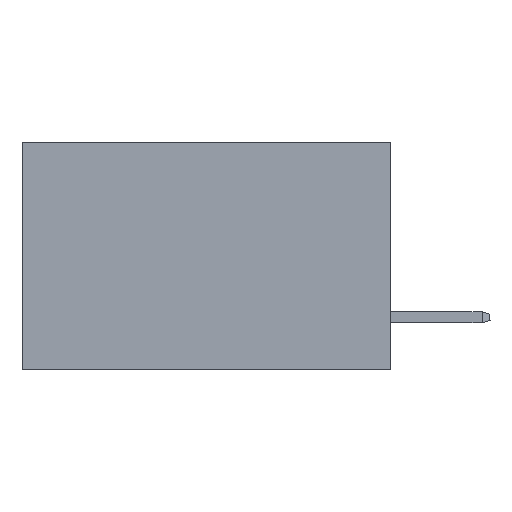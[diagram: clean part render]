
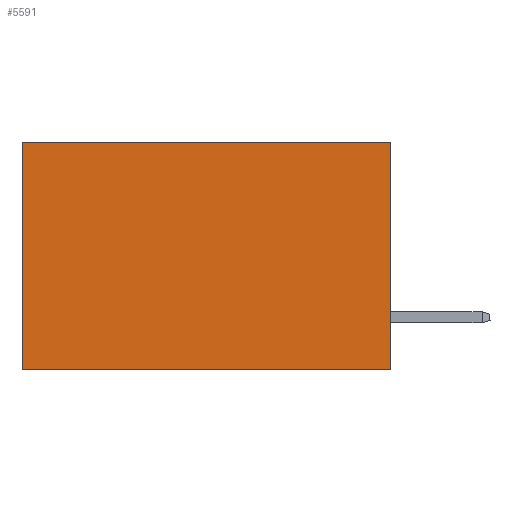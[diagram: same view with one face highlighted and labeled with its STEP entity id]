
A CAD part, left-side view. The second image highlights one B-rep face of the part: STEP entity #5591.
In plain terms, the highlighted planar face has unit normal (-1, 0, 0).
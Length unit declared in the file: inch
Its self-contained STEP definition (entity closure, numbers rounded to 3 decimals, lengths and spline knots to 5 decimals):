
#31 = VECTOR ( 'NONE', #6778, 39.37008 ) ;
#85 = FACE_OUTER_BOUND ( 'NONE', #32649, .T. ) ;
#1141 = ORIENTED_EDGE ( 'NONE', *, *, #26929, .T. ) ;
#1858 = DIRECTION ( 'NONE',  ( 0., 0., -1. ) ) ;
#3218 = LINE ( 'NONE', #38010, #36368 ) ;
#3386 = EDGE_CURVE ( 'NONE', #13175, #43986, #3218, .T. ) ;
#5591 = ADVANCED_FACE ( 'NONE', ( #85 ), #13229, .F. ) ;
#6778 = DIRECTION ( 'NONE',  ( 0., 0., -1. ) ) ;
#7651 = CARTESIAN_POINT ( 'NONE',  ( 0.2875, 0.6, 0. ) ) ;
#9126 = VECTOR ( 'NONE', #10991, 39.37008 ) ;
#9762 = CARTESIAN_POINT ( 'NONE',  ( 0.2875, 0.6, -0.37 ) ) ;
#9916 = VERTEX_POINT ( 'NONE', #12441 ) ;
#10991 = DIRECTION ( 'NONE',  ( 0., 1., 0. ) ) ;
#11286 = VECTOR ( 'NONE', #43849, 39.37008 ) ;
#12441 = CARTESIAN_POINT ( 'NONE',  ( 0.2875, 0., -0.37 ) ) ;
#12709 = DIRECTION ( 'NONE',  ( 0., 1., 0. ) ) ;
#13175 = VERTEX_POINT ( 'NONE', #47132 ) ;
#13229 = PLANE ( 'NONE',  #20794 ) ;
#13311 = ORIENTED_EDGE ( 'NONE', *, *, #26226, .F. ) ;
#17647 = CARTESIAN_POINT ( 'NONE',  ( 0.2875, 0., 0. ) ) ;
#20794 = AXIS2_PLACEMENT_3D ( 'NONE', #38695, #42271, #1858 ) ;
#21122 = LINE ( 'NONE', #22466, #11286 ) ;
#22466 = CARTESIAN_POINT ( 'NONE',  ( 0.2875, 0.6, 0. ) ) ;
#22559 = ORIENTED_EDGE ( 'NONE', *, *, #3386, .T. ) ;
#26226 = EDGE_CURVE ( 'NONE', #13175, #9916, #29216, .T. ) ;
#26929 = EDGE_CURVE ( 'NONE', #43986, #41068, #21122, .T. ) ;
#28828 = CARTESIAN_POINT ( 'NONE',  ( 0.2875, 0., -0.37 ) ) ;
#29216 = LINE ( 'NONE', #17647, #31 ) ;
#32649 = EDGE_LOOP ( 'NONE', ( #1141, #39555, #13311, #22559 ) ) ;
#36368 = VECTOR ( 'NONE', #12709, 39.37008 ) ;
#38010 = CARTESIAN_POINT ( 'NONE',  ( 0.2875, 0., 0. ) ) ;
#38695 = CARTESIAN_POINT ( 'NONE',  ( 0.2875, 0., 0. ) ) ;
#39555 = ORIENTED_EDGE ( 'NONE', *, *, #44386, .F. ) ;
#41068 = VERTEX_POINT ( 'NONE', #9762 ) ;
#42271 = DIRECTION ( 'NONE',  ( 1., 0., 0. ) ) ;
#43849 = DIRECTION ( 'NONE',  ( 0., 0., -1. ) ) ;
#43986 = VERTEX_POINT ( 'NONE', #7651 ) ;
#44386 = EDGE_CURVE ( 'NONE', #9916, #41068, #45278, .T. ) ;
#45278 = LINE ( 'NONE', #28828, #9126 ) ;
#47132 = CARTESIAN_POINT ( 'NONE',  ( 0.2875, 0., 0. ) ) ;
